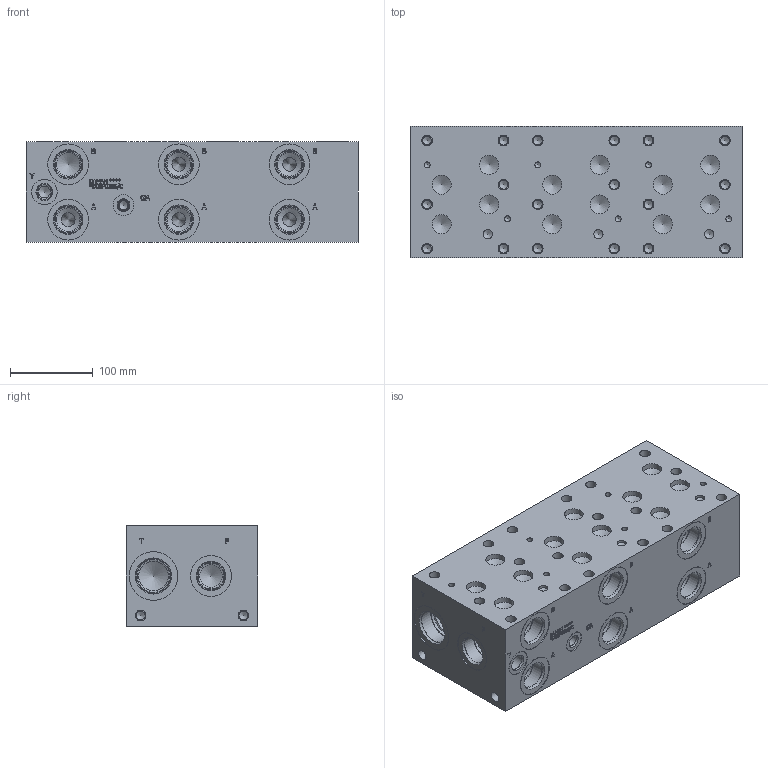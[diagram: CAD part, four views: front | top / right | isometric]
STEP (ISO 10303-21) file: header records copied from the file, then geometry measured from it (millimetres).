
FILE_DESCRIPTION(/* description */ (''),/* implementation_level */ '2;1');
FILE_NAME(/* name */ '_D08P035S_C.stp',/* time_stamp */ '2022-10-25T14:47:08-04:00',/* author */ ('mikeh'),/* organization */ (''),/* preprocessor_version */ 'ST-DEVELOPER v18',/* originating_system */ 'Autodesk Inventor 2020',/* authorisation */ '');
FILE_SCHEMA (('AUTOMOTIVE_DESIGN { 1 0 10303 214 3 1 1 }'));
Length unit declared in the file: millimetre
Products named in the file (1): Part_AD08P035S_C_3D
Bounding box: 400.05 x 158.75 x 120.65 mm (x, y, z)
Volume: 7159514.8 mm3; surface area: 343175.9 mm2
Topology: 1 solids, 1 shells, 862 faces, 2344 edges, 1586 vertices
Faces by surface type: plane 414, bspline 203, cylinder 137, cone 108
Full cylindrical faces by diameter (mm): 7.137 x6, 10.719 x23, 11.113 x1, 11.125 x2, 12.7 x22, 12.9 x1, 14.275 x1, 14.3 x2, 14.529 x1, 15.9 x1, 17.501 x1, 19.05 x1, 19.253 x1, 20.62 x1, 22.23 x1, 22.54 x1, 23.012 x11, 23.017 x1, 25.019 x1, 26.975 x2, 28.575 x6, 30.16 x1, 30.632 x1, 31.267 x8, 33.34 x2, 33.35 x6, 33.757 x8, 35.509 x6, 35.712 x2, 39.218 x2
Entity records: 28716 total; most frequent: CARTESIAN_POINT 7376, ORIENTED_EDGE 4576, DIRECTION 3706, EDGE_CURVE 2288, VERTEX_POINT 1586, LINE 1378, VECTOR 1378, AXIS2_PLACEMENT_3D 1164
